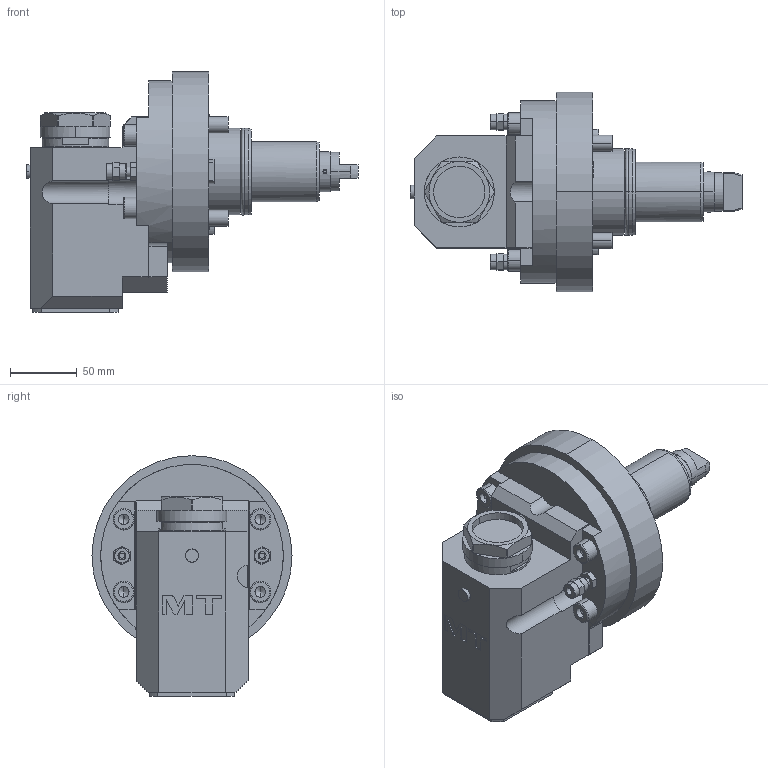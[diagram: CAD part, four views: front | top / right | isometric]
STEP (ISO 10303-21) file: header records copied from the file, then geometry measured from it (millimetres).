
FILE_DESCRIPTION((''),'2;1');
FILE_NAME('DWO1770100_CONF','2023-05-05T16:26:06',('gvalli'),('M.T. srl'),'CREO PARAMETRIC BY PTC INC, 2021072','CREO PARAMETRIC BY PTC INC, 2021072','');
FILE_SCHEMA(('CONFIG_CONTROL_DESIGN'));
Length unit declared in the file: millimetre
Products named in the file (1): DWO1770100_CONF
Bounding box: 249 x 150 x 180.5 mm (x, y, z)
Volume: 1946757.5 mm3; surface area: 136577.2 mm2
Topology: 2 solids, 2 shells, 326 faces, 773 edges, 488 vertices
Faces by surface type: plane 167, cylinder 103, cone 28, torus 26, extrusion 2
Entity records: 10048 total; most frequent: CARTESIAN_POINT 2342, DIRECTION 1665, ORIENTED_EDGE 1530, EDGE_CURVE 765, AXIS2_PLACEMENT_3D 620, VERTEX_POINT 488, VECTOR 425, LINE 423
